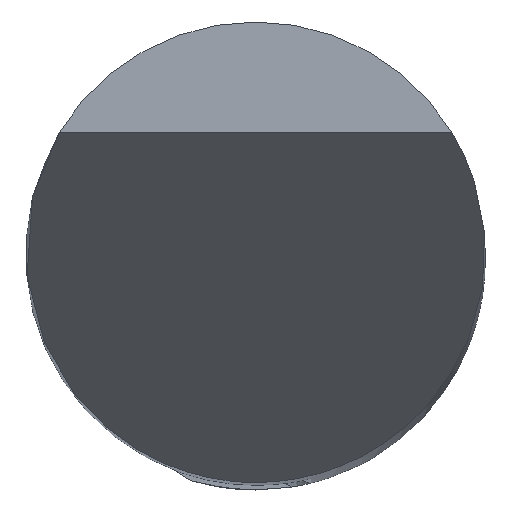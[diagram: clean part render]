
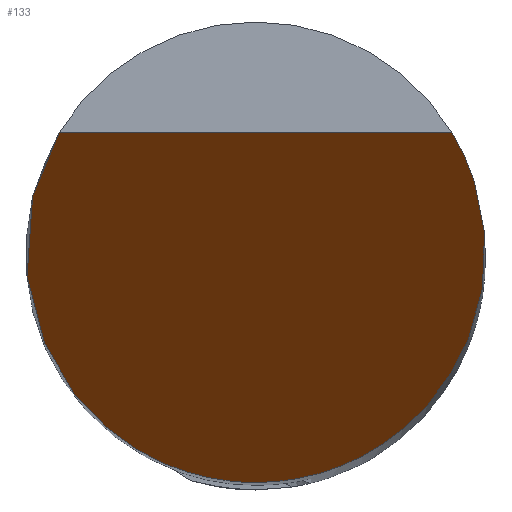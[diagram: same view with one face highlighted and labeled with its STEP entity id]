
A CAD part, top view. The second image highlights one B-rep face of the part: STEP entity #133.
In plain terms, the highlighted planar face has unit normal (0, -0.866, 0.5).
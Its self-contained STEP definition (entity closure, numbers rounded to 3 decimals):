
#47=PLANE('',#738);
#87=LINE('',#1315,#109);
#109=VECTOR('',#837,1.);
#133=ADVANCED_FACE('',(#178),#47,.F.);
#178=FACE_OUTER_BOUND('',#216,.T.);
#216=EDGE_LOOP('',(#375,#376,#377));
#375=ORIENTED_EDGE('',*,*,#551,.T.);
#376=ORIENTED_EDGE('',*,*,#601,.T.);
#377=ORIENTED_EDGE('',*,*,#604,.T.);
#487=VERTEX_POINT('',#991);
#488=VERTEX_POINT('',#996);
#521=VERTEX_POINT('',#1287);
#551=EDGE_CURVE('',#488,#487,#674,.T.);
#601=EDGE_CURVE('',#487,#521,#679,.T.);
#604=EDGE_CURVE('',#521,#488,#87,.T.);
#674=(
BOUNDED_CURVE()
B_SPLINE_CURVE(3,(#992,#993,#994,#995),.UNSPECIFIED.,.F.,.F.)
B_SPLINE_CURVE_WITH_KNOTS((4,4),(0.,1.),.UNSPECIFIED.)
CURVE()
GEOMETRIC_REPRESENTATION_ITEM()
RATIONAL_B_SPLINE_CURVE((1.,0.66,0.66,1.))
REPRESENTATION_ITEM('')
);
#679=(
BOUNDED_CURVE()
B_SPLINE_CURVE(3,(#1288,#1289,#1290,#1291),.UNSPECIFIED.,.F.,.F.)
B_SPLINE_CURVE_WITH_KNOTS((4,4),(0.,1.),.UNSPECIFIED.)
CURVE()
GEOMETRIC_REPRESENTATION_ITEM()
RATIONAL_B_SPLINE_CURVE((1.,0.66,0.66,1.))
REPRESENTATION_ITEM('')
);
#738=AXIS2_PLACEMENT_3D('',#1317,#840,#841);
#837=DIRECTION('',(-1.,0.,0.));
#840=DIRECTION('',(0.,0.866,-0.5));
#841=DIRECTION('',(0.,0.5,0.866));
#991=CARTESIAN_POINT('',(0.,-2.5,-4.33));
#992=CARTESIAN_POINT('',(-2.136,1.299,2.25));
#993=CARTESIAN_POINT('',(-3.28,-0.581,-1.007));
#994=CARTESIAN_POINT('',(-2.201,-2.5,-4.33));
#995=CARTESIAN_POINT('',(0.,-2.5,-4.33));
#996=CARTESIAN_POINT('',(-2.136,1.299,2.25));
#1287=CARTESIAN_POINT('',(2.136,1.299,2.25));
#1288=CARTESIAN_POINT('',(0.,-2.5,-4.33));
#1289=CARTESIAN_POINT('',(2.201,-2.5,-4.33));
#1290=CARTESIAN_POINT('',(3.28,-0.581,-1.007));
#1291=CARTESIAN_POINT('',(2.136,1.299,2.25));
#1315=CARTESIAN_POINT('',(0.,1.299,2.25));
#1317=CARTESIAN_POINT('',(2.5,-2.5,-4.33));
